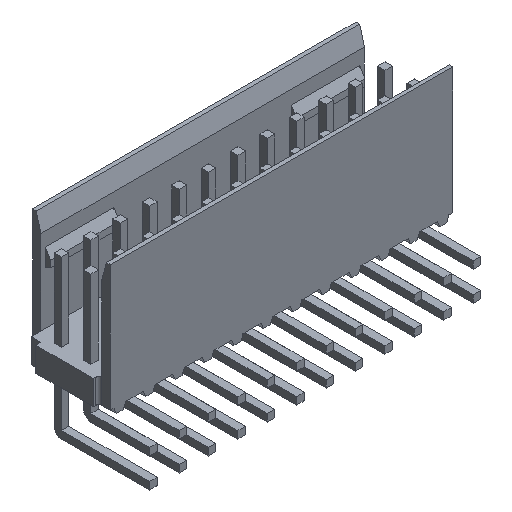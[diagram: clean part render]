
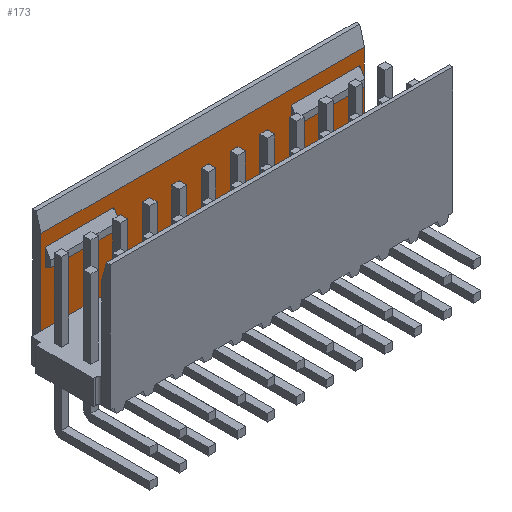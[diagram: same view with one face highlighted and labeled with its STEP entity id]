
A CAD part, isometric view. The second image highlights one B-rep face of the part: STEP entity #173.
In plain terms, the highlighted planar face has unit normal (0, -1, 0).
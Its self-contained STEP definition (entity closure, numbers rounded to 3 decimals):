
#173=ADVANCED_FACE('',(#882,#883,#884),#885,.T.);
#882=FACE_OUTER_BOUND('',#1994,.T.);
#883=FACE_BOUND('',#1995,.T.);
#884=FACE_BOUND('',#1996,.T.);
#885=PLANE('',#1997);
#1994=EDGE_LOOP('',(#4183,#4184,#4185,#4186));
#1995=EDGE_LOOP('',(#4187,#4188,#4189,#4190));
#1996=EDGE_LOOP('',(#4191,#4192,#4193,#4194));
#1997=AXIS2_PLACEMENT_3D('',#4195,#4196,#4197);
#4183=ORIENTED_EDGE('',*,*,#7478,.T.);
#4184=ORIENTED_EDGE('',*,*,#7741,.F.);
#4185=ORIENTED_EDGE('',*,*,#7857,.F.);
#4186=ORIENTED_EDGE('',*,*,#7645,.F.);
#4187=ORIENTED_EDGE('',*,*,#7858,.T.);
#4188=ORIENTED_EDGE('',*,*,#7859,.T.);
#4189=ORIENTED_EDGE('',*,*,#7860,.F.);
#4190=ORIENTED_EDGE('',*,*,#7861,.F.);
#4191=ORIENTED_EDGE('',*,*,#7862,.F.);
#4192=ORIENTED_EDGE('',*,*,#7863,.F.);
#4193=ORIENTED_EDGE('',*,*,#7864,.T.);
#4194=ORIENTED_EDGE('',*,*,#7865,.T.);
#4195=CARTESIAN_POINT('',(-15.24,3.045,-1.5));
#4196=DIRECTION('',(0.0,-1.0,0.0));
#4197=DIRECTION('',(0.0,0.0,-1.0));
#7478=EDGE_CURVE('',#9161,#9159,#9162,.T.);
#7645=EDGE_CURVE('',#9161,#9482,#9483,.T.);
#7741=EDGE_CURVE('',#9626,#9159,#9628,.T.);
#7857=EDGE_CURVE('',#9482,#9626,#9798,.T.);
#7858=EDGE_CURVE('',#9799,#9800,#9801,.T.);
#7859=EDGE_CURVE('',#9800,#9802,#9803,.T.);
#7860=EDGE_CURVE('',#9804,#9802,#9805,.T.);
#7861=EDGE_CURVE('',#9799,#9804,#9806,.T.);
#7862=EDGE_CURVE('',#9807,#9808,#9809,.T.);
#7863=EDGE_CURVE('',#9810,#9807,#9811,.T.);
#7864=EDGE_CURVE('',#9810,#9812,#9813,.T.);
#7865=EDGE_CURVE('',#9812,#9808,#9814,.T.);
#9159=VERTEX_POINT('',#11761);
#9161=VERTEX_POINT('',#11764);
#9162=LINE('',#11765,#11766);
#9482=VERTEX_POINT('',#12228);
#9483=LINE('',#12229,#12230);
#9626=VERTEX_POINT('',#12467);
#9628=LINE('',#12470,#12471);
#9798=LINE('',#12756,#12757);
#9799=VERTEX_POINT('',#12758);
#9800=VERTEX_POINT('',#12759);
#9801=LINE('',#12760,#12761);
#9802=VERTEX_POINT('',#12762);
#9803=LINE('',#12763,#12764);
#9804=VERTEX_POINT('',#12765);
#9805=LINE('',#12766,#12767);
#9806=LINE('',#12768,#12769);
#9807=VERTEX_POINT('',#12770);
#9808=VERTEX_POINT('',#12771);
#9809=LINE('',#12772,#12773);
#9810=VERTEX_POINT('',#12774);
#9811=LINE('',#12775,#12776);
#9812=VERTEX_POINT('',#12777);
#9813=LINE('',#12778,#12779);
#9814=LINE('',#12780,#12781);
#11761=CARTESIAN_POINT('',(13.97,3.045,-8.8));
#11764=CARTESIAN_POINT('',(-13.97,3.045,-8.8));
#11765=CARTESIAN_POINT('',(-13.97,3.045,-8.8));
#11766=VECTOR('',#14914,27.94);
#12228=CARTESIAN_POINT('',(-13.97,3.045,-1.5));
#12229=CARTESIAN_POINT('',(-13.97,3.045,-8.8));
#12230=VECTOR('',#15129,7.3);
#12467=CARTESIAN_POINT('',(13.97,3.045,-1.5));
#12470=CARTESIAN_POINT('',(13.97,3.045,-1.5));
#12471=VECTOR('',#15225,7.3);
#12756=CARTESIAN_POINT('',(-13.97,3.045,-1.5));
#12757=VECTOR('',#15341,27.94);
#12758=CARTESIAN_POINT('',(-13.57,3.045,-4.2));
#12759=CARTESIAN_POINT('',(-13.57,3.045,-2.7));
#12760=CARTESIAN_POINT('',(-13.57,3.045,-4.2));
#12761=VECTOR('',#15342,1.5);
#12762=CARTESIAN_POINT('',(-7.67,3.045,-2.7));
#12763=CARTESIAN_POINT('',(-13.57,3.045,-2.7));
#12764=VECTOR('',#15343,5.9);
#12765=CARTESIAN_POINT('',(-7.67,3.045,-4.2));
#12766=CARTESIAN_POINT('',(-7.67,3.045,-4.2));
#12767=VECTOR('',#15344,1.5);
#12768=CARTESIAN_POINT('',(-13.57,3.045,-4.2));
#12769=VECTOR('',#15345,5.9);
#12770=CARTESIAN_POINT('',(13.57,3.045,-4.2));
#12771=CARTESIAN_POINT('',(13.57,3.045,-2.7));
#12772=CARTESIAN_POINT('',(13.57,3.045,-4.2));
#12773=VECTOR('',#15346,1.5);
#12774=CARTESIAN_POINT('',(7.67,3.045,-4.2));
#12775=CARTESIAN_POINT('',(7.67,3.045,-4.2));
#12776=VECTOR('',#15347,5.9);
#12777=CARTESIAN_POINT('',(7.67,3.045,-2.7));
#12778=CARTESIAN_POINT('',(7.67,3.045,-4.2));
#12779=VECTOR('',#15348,1.5);
#12780=CARTESIAN_POINT('',(7.67,3.045,-2.7));
#12781=VECTOR('',#15349,5.9);
#14914=DIRECTION('',(1.0,0.0,0.0));
#15129=DIRECTION('',(0.0,0.0,1.0));
#15225=DIRECTION('',(0.0,0.0,-1.0));
#15341=DIRECTION('',(1.0,0.0,0.0));
#15342=DIRECTION('',(0.0,0.0,1.0));
#15343=DIRECTION('',(1.0,0.0,0.0));
#15344=DIRECTION('',(0.0,0.0,1.0));
#15345=DIRECTION('',(1.0,0.0,0.0));
#15346=DIRECTION('',(0.0,0.0,1.0));
#15347=DIRECTION('',(1.0,0.0,0.0));
#15348=DIRECTION('',(0.0,0.0,1.0));
#15349=DIRECTION('',(1.0,0.0,0.0));
